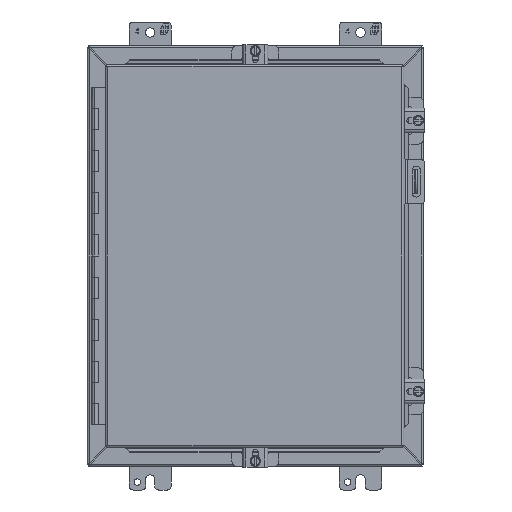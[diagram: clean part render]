
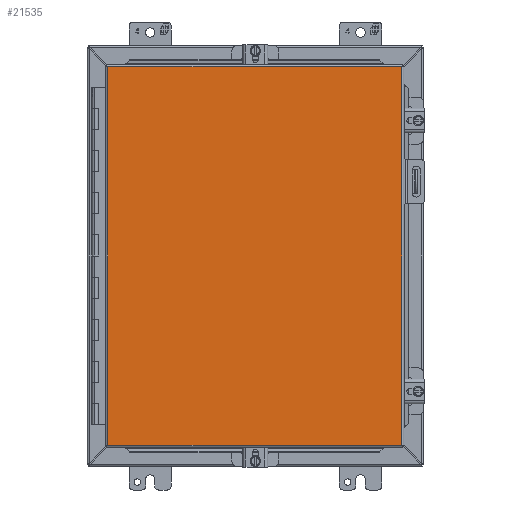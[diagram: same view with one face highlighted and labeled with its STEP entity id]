
A CAD part, front view. The second image highlights one B-rep face of the part: STEP entity #21535.
In plain terms, the highlighted planar face has unit normal (0, -1, 0).
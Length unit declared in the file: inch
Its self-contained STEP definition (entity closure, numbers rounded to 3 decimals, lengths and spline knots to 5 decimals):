
#608 = DIRECTION ( 'NONE',  ( 0., 0., 1. ) ) ;
#1113 = CARTESIAN_POINT ( 'NONE',  ( 6.955, -9.21, 8.9945 ) ) ;
#3041 = PLANE ( 'NONE',  #17244 ) ;
#4565 = LINE ( 'NONE', #34757, #39011 ) ;
#5060 = DIRECTION ( 'NONE',  ( 1., 0., 0. ) ) ;
#5618 = VERTEX_POINT ( 'NONE', #14196 ) ;
#6461 = LINE ( 'NONE', #10821, #11700 ) ;
#6617 = VECTOR ( 'NONE', #608, 39.37008 ) ;
#6863 = VECTOR ( 'NONE', #8957, 39.37008 ) ;
#8957 = DIRECTION ( 'NONE',  ( 0., 0., -1. ) ) ;
#10821 = CARTESIAN_POINT ( 'NONE',  ( 6.955, -9.21, -8.9945 ) ) ;
#11700 = VECTOR ( 'NONE', #20818, 39.37008 ) ;
#12226 = EDGE_CURVE ( 'NONE', #32291, #40538, #34265, .T. ) ;
#14079 = EDGE_LOOP ( 'NONE', ( #15845, #20999, #44576, #21126 ) ) ;
#14196 = CARTESIAN_POINT ( 'NONE',  ( -7.017, -9.21, -8.9945 ) ) ;
#15845 = ORIENTED_EDGE ( 'NONE', *, *, #12226, .F. ) ;
#17244 = AXIS2_PLACEMENT_3D ( 'NONE', #17877, #36627, #29117 ) ;
#17877 = CARTESIAN_POINT ( 'NONE',  ( -7.017, -9.21, -8.9945 ) ) ;
#20818 = DIRECTION ( 'NONE',  ( -1., 0., 0. ) ) ;
#20903 = EDGE_CURVE ( 'NONE', #46997, #32291, #4565, .T. ) ;
#20999 = ORIENTED_EDGE ( 'NONE', *, *, #20903, .F. ) ;
#21126 = ORIENTED_EDGE ( 'NONE', *, *, #29264, .F. ) ;
#21535 = ADVANCED_FACE ( 'NONE', ( #28870 ), #3041, .T. ) ;
#26663 = CARTESIAN_POINT ( 'NONE',  ( -7.017, -9.21, -8.9945 ) ) ;
#28870 = FACE_OUTER_BOUND ( 'NONE', #14079, .T. ) ;
#29117 = DIRECTION ( 'NONE',  ( 0., 0., -1. ) ) ;
#29264 = EDGE_CURVE ( 'NONE', #40538, #5618, #6461, .T. ) ;
#30089 = LINE ( 'NONE', #26663, #6617 ) ;
#32291 = VERTEX_POINT ( 'NONE', #1113 ) ;
#34265 = LINE ( 'NONE', #42315, #6863 ) ;
#34757 = CARTESIAN_POINT ( 'NONE',  ( -7.017, -9.21, 8.9945 ) ) ;
#36246 = CARTESIAN_POINT ( 'NONE',  ( 6.955, -9.21, -8.9945 ) ) ;
#36627 = DIRECTION ( 'NONE',  ( 0., -1., 0. ) ) ;
#38471 = EDGE_CURVE ( 'NONE', #5618, #46997, #30089, .T. ) ;
#39011 = VECTOR ( 'NONE', #5060, 39.37008 ) ;
#39965 = CARTESIAN_POINT ( 'NONE',  ( -7.017, -9.21, 8.9945 ) ) ;
#40538 = VERTEX_POINT ( 'NONE', #36246 ) ;
#42315 = CARTESIAN_POINT ( 'NONE',  ( 6.955, -9.21, 8.9945 ) ) ;
#44576 = ORIENTED_EDGE ( 'NONE', *, *, #38471, .F. ) ;
#46997 = VERTEX_POINT ( 'NONE', #39965 ) ;
